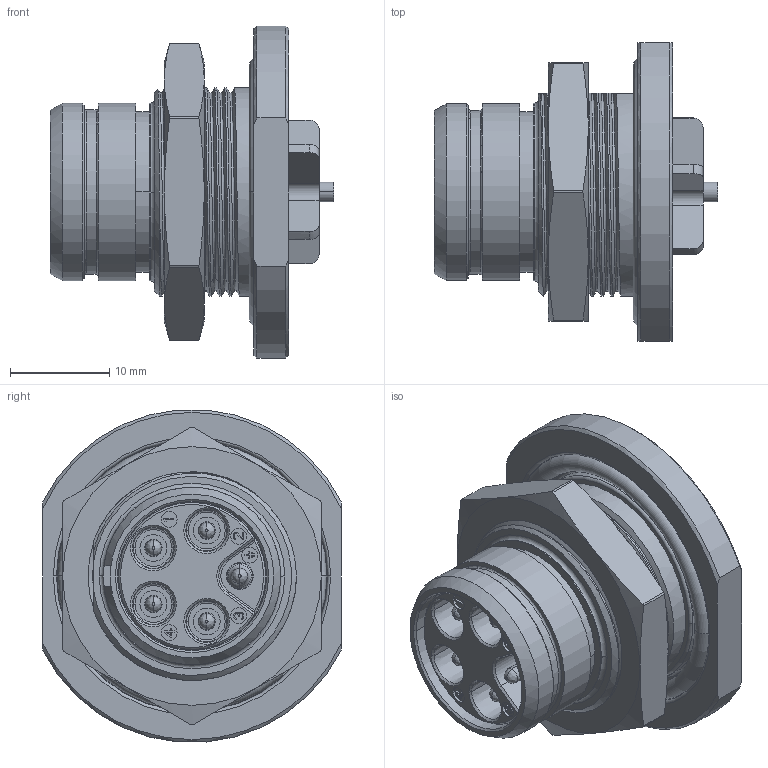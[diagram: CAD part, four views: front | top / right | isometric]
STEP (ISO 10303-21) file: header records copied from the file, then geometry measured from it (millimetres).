
FILE_DESCRIPTION((''),'2;1');
FILE_NAME('1331EV295MS','2024-07-22T12:46:26',('paultorloting'),('NET AG system integration'),'CREO PARAMETRIC BY PTC INC, 2021404','CREO PARAMETRIC BY PTC INC, 2021404','');
FILE_SCHEMA(('AUTOMOTIVE_DESIGN { 1 0 10303 214 1 1 1 1 }'));
Length unit declared in the file: millimetre
Products named in the file (1): 1331EV295MS
Bounding box: 28.55 x 30 x 33.38 mm (x, y, z)
Volume: 8094.5 mm3; surface area: 8299.6 mm2
Topology: 1 solids, 1 shells, 790 faces, 2113 edges, 1363 vertices
Faces by surface type: plane 434, cylinder 187, cone 87, torus 44, bspline 38
Entity records: 34361 total; most frequent: CARTESIAN_POINT 11213, ORIENTED_EDGE 4226, DIRECTION 3930, EDGE_CURVE 2113, VERTEX_POINT 1363, AXIS2_PLACEMENT_3D 1327, VECTOR 1273, LINE 1273
